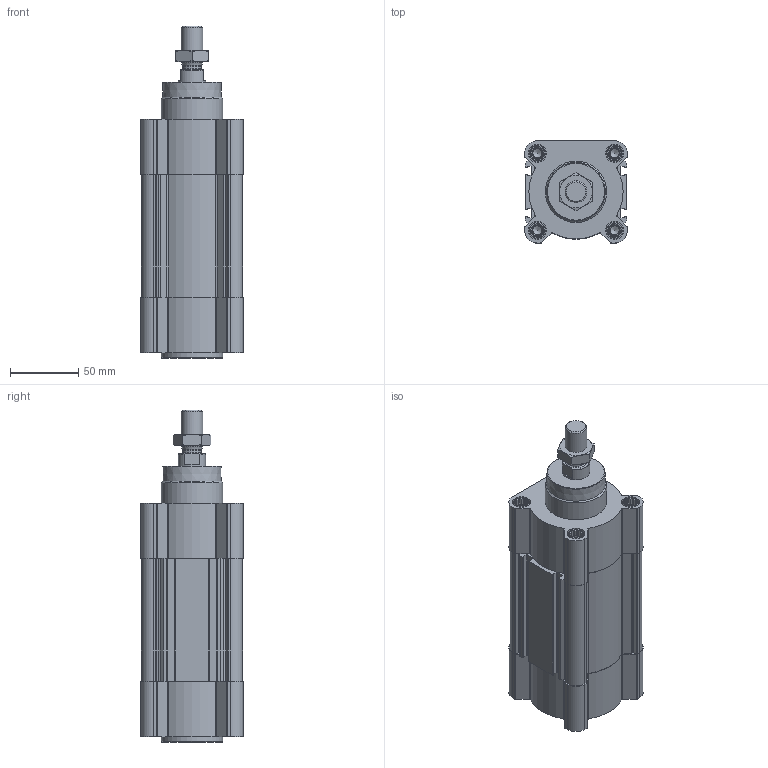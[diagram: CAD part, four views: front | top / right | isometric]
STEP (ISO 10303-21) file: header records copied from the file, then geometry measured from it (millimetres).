
FILE_DESCRIPTION(/* description */ ('STEP AP214'),/* implementation_level */ '2;1');
FILE_NAME(/* name */ '3657863_DSBC-63-50-D3-PPVA-N3',/* time_stamp */ '2024-08-21T08:15:28+02:00',/* author */ ('License CC BY-ND 4.0'),/* organization */ ('CADENAS'),/* preprocessor_version */ 'ST-DEVELOPER v19.3',/* originating_system */ 'PARTsolutions',/* authorisation */ ' ');
FILE_SCHEMA (('AUTOMOTIVE_DESIGN {1 0 10303 214 3 1 1}'));
Length unit declared in the file: millimetre
Products named in the file (4): 3657863 DSBC-63-50-D3-PPVA-N3---(0); 1463475 DSBC-63-50-D3-PPVA_(Z_0); 1463475 DSBC-63-50_(K); DIN-439-B - M16x1.5(F)
Assembly tree (3 placements, depth 2):
  3657863 DSBC-63-50-D3-PPVA-N3---(0)
    1463475 DSBC-63-50-D3-PPVA_(Z_0)
    1463475 DSBC-63-50_(K)
    DIN-439-B - M16x1.5(F)
Bounding box: 75 x 75 x 243.1 mm (x, y, z)
Volume: 736775.1 mm3; surface area: 143001.4 mm2
Topology: 3 solids, 3 shells, 603 faces, 1624 edges, 1062 vertices
Faces by surface type: plane 373, cylinder 172, cone 54, torus 4
Full cylindrical faces by diameter (mm): 4.459 x2, 6.647 x8, 8 x10, 8.8 x2, 12 x8, 13.2 x8, 13.9 x1, 14.376 x1, 14.95 x2, 16 x1, 20 x2, 45 x2, 63 x2
Entity records: 18429 total; most frequent: CARTESIAN_POINT 3835, ORIENTED_EDGE 2988, DIRECTION 2875, EDGE_CURVE 1494, VERTEX_POINT 1045, AXIS2_PLACEMENT_3D 995, LINE 885, VECTOR 885
